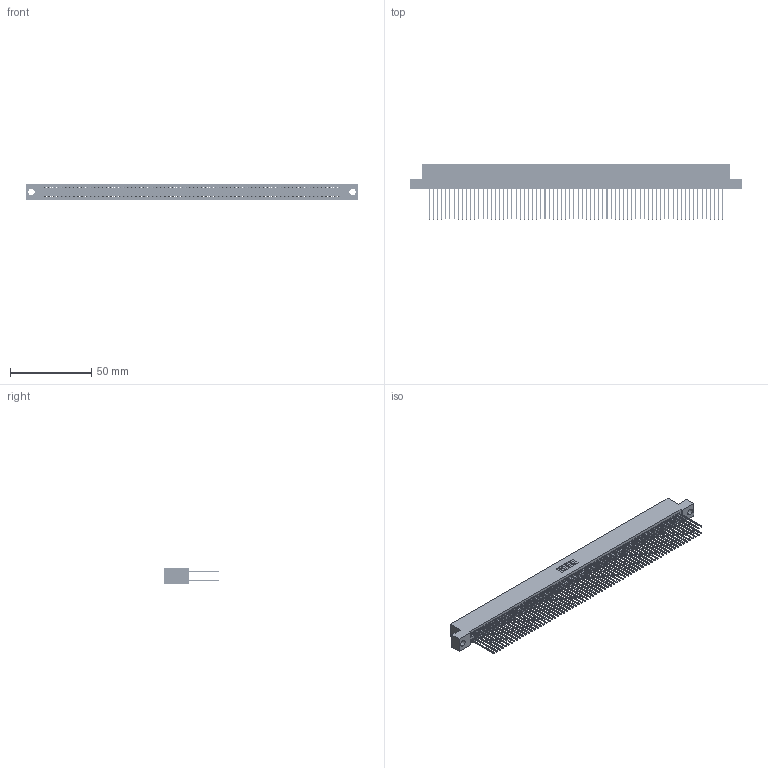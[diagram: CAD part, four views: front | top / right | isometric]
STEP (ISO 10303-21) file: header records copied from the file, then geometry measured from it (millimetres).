
FILE_DESCRIPTION (( 'STEP AP203' ), '1' );
FILE_NAME ('395-144-541-204.STEP', '2021-06-18T06:19:17', ( '' ), ( '' ), 'SwSTEP 2.0', 'SolidWorks 2020', '' );
FILE_SCHEMA (( 'CONFIG_CONTROL_DESIGN' ));
Length unit declared in the file: inch
Products named in the file (3): 345 Part_Flush Mounting Lugs - 0.156 Dia-TI; 395-144-541-204; 345-292-001_345-293-141
Assembly tree (145 placements, depth 2):
  395-144-541-204
    345 Part_Flush Mounting Lugs - 0.156 Dia-TI
    345-292-001_345-293-141  x144
Bounding box: 204.09 x 33.96 x 9.4 mm (x, y, z)
Volume: 20824.1 mm3; surface area: 35097.7 mm2
Topology: 145 solids, 145 shells, 7340 faces, 21833 edges, 14362 vertices
Faces by surface type: plane 4846, cylinder 2494
Entity records: 52891 total; most frequent: CARTESIAN_POINT 8842, ORIENTED_EDGE 8774, DIRECTION 7759, EDGE_CURVE 4387, LINE 3967, VECTOR 3967, VERTEX_POINT 2922, AXIS2_PLACEMENT_3D 1896
